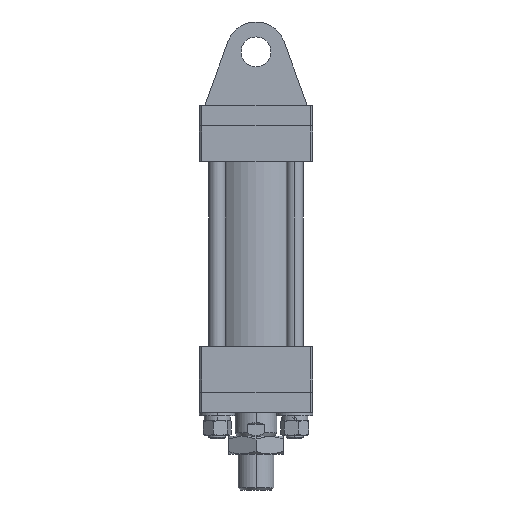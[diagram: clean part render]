
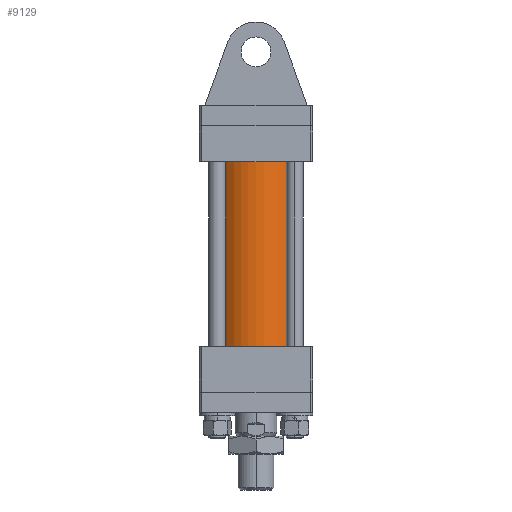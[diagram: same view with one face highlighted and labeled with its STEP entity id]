
A CAD part, left-side view. The second image highlights one B-rep face of the part: STEP entity #9129.
In plain terms, the highlighted cylindrical face has radius 37.5 mm (diameter 75 mm), a partial arc.
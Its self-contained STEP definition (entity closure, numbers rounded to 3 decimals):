
#83 = DIRECTION ( 'NONE',  ( 0., 0., 1. ) ) ;
#85 = DIRECTION ( 'NONE',  ( 0., 1., 0. ) ) ;
#87 = CARTESIAN_POINT ( 'NONE',  ( 0., 0., 0. ) ) ;
#205 = DIRECTION ( 'NONE',  ( 0., -1., 0. ) ) ;
#215 = CARTESIAN_POINT ( 'NONE',  ( 0., 155., 37.5 ) ) ;
#458 = ORIENTED_EDGE ( 'NONE', *, *, #5155, .T. ) ;
#479 = ORIENTED_EDGE ( 'NONE', *, *, #797, .T. ) ;
#538 = ORIENTED_EDGE ( 'NONE', *, *, #3320, .F. ) ;
#797 = EDGE_CURVE ( 'NONE', #7906, #8065, #8348, .T. ) ;
#948 = ORIENTED_EDGE ( 'NONE', *, *, #5165, .F. ) ;
#2808 = CARTESIAN_POINT ( 'NONE',  ( 0., 155., 0. ) ) ;
#2936 = DIRECTION ( 'NONE',  ( 0., 0., 1. ) ) ;
#2967 = DIRECTION ( 'NONE',  ( 0., 1., 0. ) ) ;
#3079 = DIRECTION ( 'NONE',  ( 0., -1., 0. ) ) ;
#3097 = CARTESIAN_POINT ( 'NONE',  ( 0., 155., -37.5 ) ) ;
#3289 = EDGE_LOOP ( 'NONE', ( #538, #948, #458, #479 ) ) ;
#3320 = EDGE_CURVE ( 'NONE', #8008, #8065, #8455, .T. ) ;
#3408 = LINE ( 'NONE', #3097, #3410 ) ;
#3410 = VECTOR ( 'NONE', #3079, 1000. ) ;
#3421 = CIRCLE ( 'NONE', #5537, 37.5 ) ;
#4514 = CARTESIAN_POINT ( 'NONE',  ( 0., 0., -37.5 ) ) ;
#4639 = CARTESIAN_POINT ( 'NONE',  ( 0., 155., 37.5 ) ) ;
#4643 = CARTESIAN_POINT ( 'NONE',  ( 0., 155., -37.5 ) ) ;
#4696 = CARTESIAN_POINT ( 'NONE',  ( 0., 0., 37.5 ) ) ;
#5054 = DIRECTION ( 'NONE',  ( 0., 0., -1. ) ) ;
#5058 = DIRECTION ( 'NONE',  ( 0., -1., 0. ) ) ;
#5059 = CARTESIAN_POINT ( 'NONE',  ( 0., 155., 0. ) ) ;
#5155 = EDGE_CURVE ( 'NONE', #8012, #7906, #3408, .T. ) ;
#5165 = EDGE_CURVE ( 'NONE', #8012, #8008, #3421, .T. ) ;
#5476 = AXIS2_PLACEMENT_3D ( 'NONE', #87, #85, #83 ) ;
#5537 = AXIS2_PLACEMENT_3D ( 'NONE', #2808, #2967, #2936 ) ;
#6926 = AXIS2_PLACEMENT_3D ( 'NONE', #5059, #5058, #5054 ) ;
#7906 = VERTEX_POINT ( 'NONE', #4514 ) ;
#8008 = VERTEX_POINT ( 'NONE', #4639 ) ;
#8012 = VERTEX_POINT ( 'NONE', #4643 ) ;
#8065 = VERTEX_POINT ( 'NONE', #4696 ) ;
#8348 = CIRCLE ( 'NONE', #5476, 37.5 ) ;
#8455 = LINE ( 'NONE', #215, #8457 ) ;
#8457 = VECTOR ( 'NONE', #205, 1000. ) ;
#8669 = FACE_OUTER_BOUND ( 'NONE', #3289, .T. ) ;
#8679 = CYLINDRICAL_SURFACE ( 'NONE', #6926, 37.5 ) ;
#9129 = ADVANCED_FACE ( 'NONE', ( #8669 ), #8679, .T. ) ;
